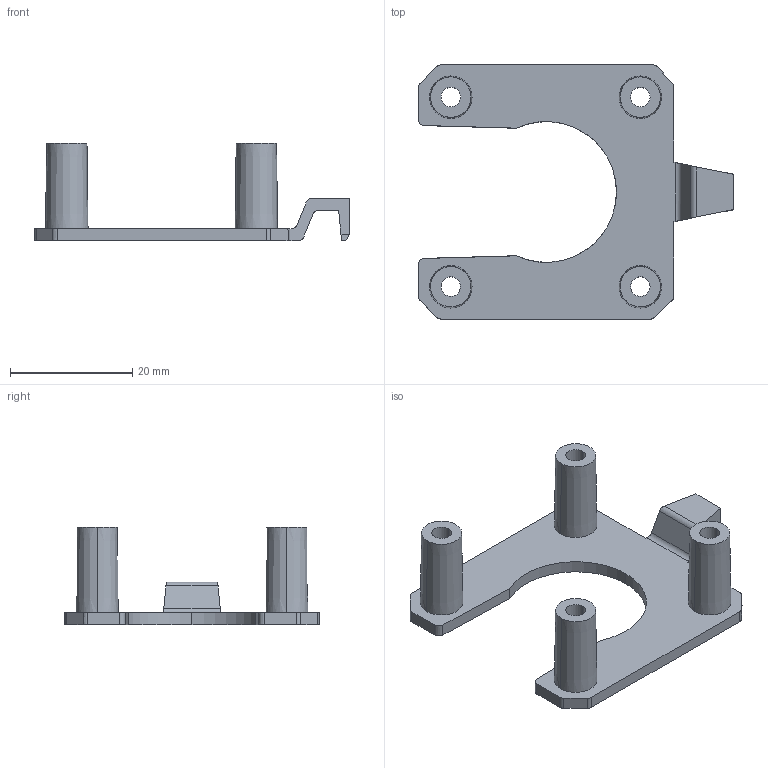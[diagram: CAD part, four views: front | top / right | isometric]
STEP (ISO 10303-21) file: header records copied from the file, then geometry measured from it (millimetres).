
FILE_DESCRIPTION (( 'STEP AP203' ), '1' );
FILE_NAME ('1241-B2P-A.STEP', '2013-08-15T16:47:07', ( '' ), ( '' ), 'SwSTEP 2.0', 'SolidWorks 2013', '' );
FILE_SCHEMA (( 'CONFIG_CONTROL_DESIGN' ));
Length unit declared in the file: millimetre
Products named in the file (1): 1241-B2P-A
Bounding box: 51.55 x 41.6 x 16 mm (x, y, z)
Volume: 3860.8 mm3; surface area: 4616.2 mm2
Topology: 1 solids, 1 shells, 62 faces, 166 edges, 110 vertices
Faces by surface type: plane 30, cone 20, cylinder 12
Entity records: 2045 total; most frequent: CARTESIAN_POINT 369, DIRECTION 338, ORIENTED_EDGE 332, EDGE_CURVE 166, AXIS2_PLACEMENT_3D 119, VERTEX_POINT 110, VECTOR 100, LINE 100
